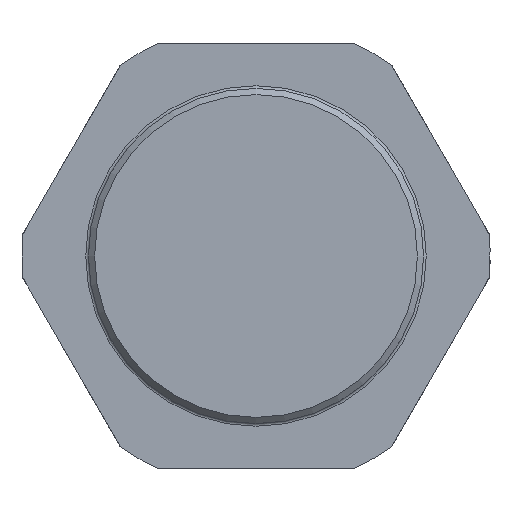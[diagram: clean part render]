
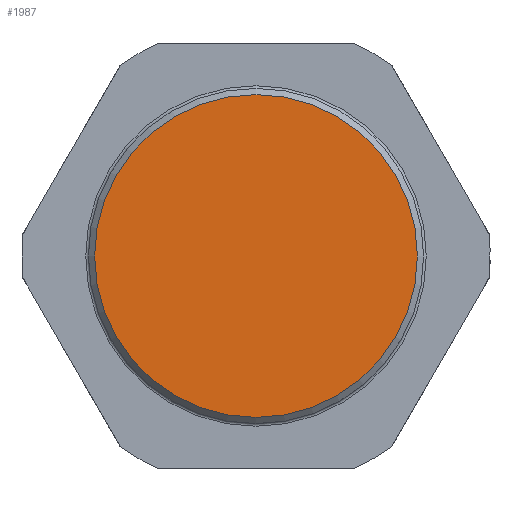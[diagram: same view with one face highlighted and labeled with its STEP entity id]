
A CAD part, left-side view. The second image highlights one B-rep face of the part: STEP entity #1987.
In plain terms, the highlighted planar face has unit normal (-1, 0, 0).
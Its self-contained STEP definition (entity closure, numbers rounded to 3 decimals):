
#156=PLANE('',#2249);
#579=FACE_OUTER_BOUND('',#790,.T.);
#790=EDGE_LOOP('',(#1701));
#1010=CIRCLE('',#2250,30.33);
#1175=VERTEX_POINT('',#3709);
#1376=EDGE_CURVE('',#1175,#1175,#1010,.T.);
#1701=ORIENTED_EDGE('',*,*,#1376,.F.);
#1987=ADVANCED_FACE('',(#579),#156,.T.);
#2249=AXIS2_PLACEMENT_3D('',#3708,#2733,#2734);
#2250=AXIS2_PLACEMENT_3D('',#3710,#2735,#2736);
#2733=DIRECTION('center_axis',(-1.,0.,0.));
#2734=DIRECTION('ref_axis',(0.,0.,
-1.));
#2735=DIRECTION('center_axis',(1.,0.,0.));
#2736=DIRECTION('ref_axis',(0.,0.,1.));
#3708=CARTESIAN_POINT('Origin',(-36.7,-30.33,0.));
#3709=CARTESIAN_POINT('',(-36.7,-30.33,0.));
#3710=CARTESIAN_POINT('Origin',(-36.7,0.,
0.));
